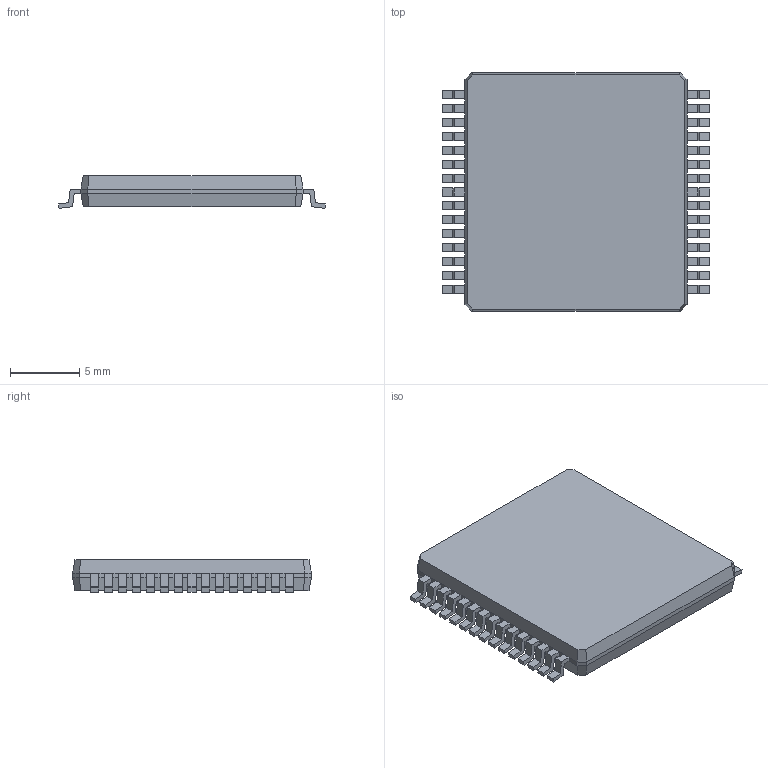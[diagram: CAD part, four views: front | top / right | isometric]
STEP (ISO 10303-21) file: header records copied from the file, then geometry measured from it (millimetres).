
FILE_DESCRIPTION( ( '' ), ' ' );
FILE_NAME( '5a6b1a67742ce40e5c5395b5.step', '2018-01-26T12:09:11', ( '' ), ( '' ), ' ', ' ', ' ' );
FILE_SCHEMA( ( 'AUTOMOTIVE_DESIGN { 1 0 10303 214 1 1 1 1 }' ) );
Length unit declared in the file: metre
Products named in the file (1): Open CASCADE STEP translator 6.8 1
Bounding box: 19.23 x 17.2 x 2.35 mm (x, y, z)
Volume: 621.1 mm3; surface area: 807.4 mm2
Topology: 1 solids, 1 shells, 326 faces, 836 edges, 512 vertices
Faces by surface type: plane 326
Entity records: 16296 total; most frequent: CARTESIAN_POINT 1675, ORIENTED_EDGE 1672, DIRECTION 1490, STYLED_ITEM 1162, PRESENTATION_STYLE_ASSIGNMENT 1162, COLOUR_RGB 1162, EDGE_CURVE 836, CURVE_STYLE 836
